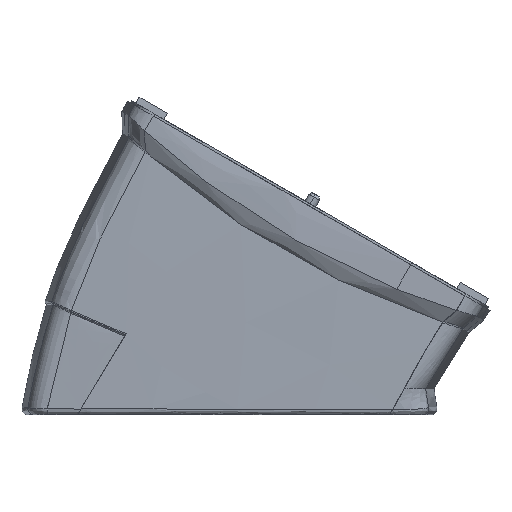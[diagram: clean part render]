
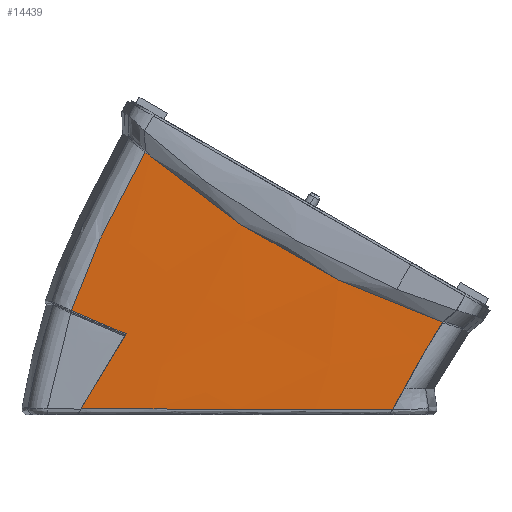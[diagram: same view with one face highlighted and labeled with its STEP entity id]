
A CAD part, front view. The second image highlights one B-rep face of the part: STEP entity #14439.
In plain terms, the highlighted free-form (B-spline) face has degree [3, 3] with [11, 4] control points.
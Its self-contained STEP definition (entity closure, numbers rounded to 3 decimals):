
#4641=CARTESIAN_POINT('',(23.034,-65.934,
-23.182));
#4642=CARTESIAN_POINT('',(19.108,-66.146,
-23.178));
#4643=CARTESIAN_POINT('',(11.232,-66.499,
-23.169));
#4644=CARTESIAN_POINT('',(-0.677,-66.799,
-23.156));
#4645=CARTESIAN_POINT('',(-12.767,-66.859,
-23.142));
#4646=CARTESIAN_POINT('',(-24.5,-66.677,
-23.128));
#4647=CARTESIAN_POINT('',(-34.879,-66.323,
-23.116));
#4648=CARTESIAN_POINT('',(-40.974,-66.022,
-23.108));
#4649=CARTESIAN_POINT('',(-43.797,-65.865,
-23.105));
#4651=CARTESIAN_POINT('',(-45.866,-65.732,
-2.021));
#4652=CARTESIAN_POINT('',(-42.,-66.048,
-3.85));
#4653=CARTESIAN_POINT('',(-38.084,-66.311,
-5.506));
#4654=CARTESIAN_POINT('',(-34.132,-66.52,
-7.001));
#4656=CARTESIAN_POINT('',(-30.082,-66.738,
31.824));
#4657=CARTESIAN_POINT('',(-29.955,-66.75,
31.771));
#4658=CARTESIAN_POINT('',(-29.7,-66.773,
31.643));
#4659=CARTESIAN_POINT('',(-29.308,-66.809,
31.383));
#4660=CARTESIAN_POINT('',(-29.043,-66.834,
31.172));
#4661=CARTESIAN_POINT('',(-28.91,-66.846,
31.056));
#4663=CARTESIAN_POINT('',(-28.91,-66.846,
31.056));
#4664=CARTESIAN_POINT('',(-26.876,-67.033,
29.294));
#4665=CARTESIAN_POINT('',(-22.457,-67.394,
25.628));
#4666=CARTESIAN_POINT('',(-15.443,-67.803,
20.347));
#4667=CARTESIAN_POINT('',(-7.804,-68.058,
15.177));
#4668=CARTESIAN_POINT('',(2.718,-68.16,8.802));
#4669=CARTESIAN_POINT('',(16.461,-67.835,1.839));
#4670=CARTESIAN_POINT('',(27.948,-67.118,
-2.588));
#4671=CARTESIAN_POINT('',(33.784,-66.661,
-4.517));
#4673=CARTESIAN_POINT('',(33.784,-66.661,
-4.517));
#4674=CARTESIAN_POINT('',(33.538,-66.647,
-4.913));
#4675=CARTESIAN_POINT('',(33.037,-66.617,
-5.718));
#4676=CARTESIAN_POINT('',(32.252,-66.57,
-6.979));
#4677=CARTESIAN_POINT('',(31.465,-66.524,
-8.245));
#4678=CARTESIAN_POINT('',(30.705,-66.479,
-9.465));
#4679=CARTESIAN_POINT('',(30.23,-66.451,
-10.228));
#4680=CARTESIAN_POINT('',(30.,-66.437,
-10.598));
#4692=CARTESIAN_POINT('',(-43.797,-65.865,
-23.105));
#4693=CARTESIAN_POINT('',(-42.681,-65.941,
-21.244));
#4694=CARTESIAN_POINT('',(-40.476,-66.09,
-17.571));
#4695=CARTESIAN_POINT('',(-37.255,-66.31,
-12.205));
#4696=CARTESIAN_POINT('',(-35.164,-66.45,
-8.72));
#4697=CARTESIAN_POINT('',(-34.132,-66.52,
-7.001));
#5109=CARTESIAN_POINT('',(23.034,-65.934,
-23.182));
#5110=CARTESIAN_POINT('',(23.846,-65.992,
-21.715));
#5111=CARTESIAN_POINT('',(25.444,-66.107,
-18.827));
#5112=CARTESIAN_POINT('',(27.765,-66.274,
-14.636));
#5113=CARTESIAN_POINT('',(29.263,-66.383,
-11.929));
#5114=CARTESIAN_POINT('',(30.,-66.437,
-10.598));
#5116=CARTESIAN_POINT('',(30.,-66.437,
-10.598));
#6691=CARTESIAN_POINT('',(-30.082,-66.738,
31.824));
#6698=CARTESIAN_POINT('',(-45.866,-65.732,
-2.021));
#6699=CARTESIAN_POINT('',(-45.306,-65.765,
-0.252));
#6700=CARTESIAN_POINT('',(-43.988,-65.841,
3.481));
#6701=CARTESIAN_POINT('',(-41.466,-65.993,
9.697));
#6702=CARTESIAN_POINT('',(-38.274,-66.194,
16.456));
#6703=CARTESIAN_POINT('',(-34.36,-66.453,
23.744));
#6704=CARTESIAN_POINT('',(-31.554,-66.638,
29.06));
#6705=CARTESIAN_POINT('',(-30.082,-66.738,
31.824));
#6760=CARTESIAN_POINT('',(-45.866,-65.732,
-2.021));
#6774=CARTESIAN_POINT('',(-34.132,-66.52,
-7.001));
#8172=VERTEX_POINT('',#6691);
#8178=VERTEX_POINT('',#6760);
#8614=VERTEX_POINT('',#4663);
#8615=VERTEX_POINT('',#4671);
#8668=VERTEX_POINT('',#5116);
#8670=VERTEX_POINT('',#6774);
#8702=VERTEX_POINT('',#4641);
#8703=VERTEX_POINT('',#4649);
#14377=CARTESIAN_POINT('',(34.811,-66.659,
-3.763));
#14378=CARTESIAN_POINT('',(29.167,-65.746,
-20.845));
#14379=CARTESIAN_POINT('',(23.524,-64.834,
-37.928));
#14380=CARTESIAN_POINT('',(17.88,-63.922,
-55.011));
#14381=CARTESIAN_POINT('',(34.564,-66.678,
-3.682));
#14382=CARTESIAN_POINT('',(28.896,-65.77,
-20.757));
#14383=CARTESIAN_POINT('',(23.229,-64.861,
-37.832));
#14384=CARTESIAN_POINT('',(17.562,-63.952,
-54.908));
#14385=CARTESIAN_POINT('',(28.523,-67.152,
-1.697));
#14386=CARTESIAN_POINT('',(22.277,-66.333,
-18.585));
#14387=CARTESIAN_POINT('',(16.031,-65.514,
-35.472));
#14388=CARTESIAN_POINT('',(9.784,-64.694,
-52.36));
#14389=CARTESIAN_POINT('',(16.873,-67.874,
2.795));
#14390=CARTESIAN_POINT('',(9.495,-67.194,
-13.657));
#14391=CARTESIAN_POINT('',(2.116,-66.514,
-30.11));
#14392=CARTESIAN_POINT('',(-5.263,-65.834,
-46.562));
#14393=CARTESIAN_POINT('',(3.221,-68.195,
9.712));
#14394=CARTESIAN_POINT('',(-5.493,-67.578,
-6.062));
#14395=CARTESIAN_POINT('',(-14.208,-66.961,
-21.836));
#14396=CARTESIAN_POINT('',(-22.922,-66.343,
-37.61));
#14397=CARTESIAN_POINT('',(-7.242,-68.095,
16.051));
#14398=CARTESIAN_POINT('',(-16.977,-67.456,
0.899));
#14399=CARTESIAN_POINT('',(-26.713,-66.817,
-14.254));
#14400=CARTESIAN_POINT('',(-36.448,-66.178,
-29.406));
#14401=CARTESIAN_POINT('',(-14.838,-67.842,
21.192));
#14402=CARTESIAN_POINT('',(-25.313,-67.153,
6.544));
#14403=CARTESIAN_POINT('',(-35.788,-66.464,
-8.105));
#14404=CARTESIAN_POINT('',(-46.263,-65.775,
-22.753));
#14405=CARTESIAN_POINT('',(-22.172,-67.418,
26.713));
#14406=CARTESIAN_POINT('',(-33.353,-66.645,
12.601));
#14407=CARTESIAN_POINT('',(-44.534,-65.872,
-1.512));
#14408=CARTESIAN_POINT('',(-55.716,-65.099,
-15.625));
#14409=CARTESIAN_POINT('',(-27.087,-67.009,
30.821));
#14410=CARTESIAN_POINT('',(-38.721,-66.161,
17.088));
#14411=CARTESIAN_POINT('',(-50.354,-65.313,
3.355));
#14412=CARTESIAN_POINT('',(-61.987,-64.465,
-10.377));
#14413=CARTESIAN_POINT('',(-29.643,-66.763,
33.078));
#14414=CARTESIAN_POINT('',(-41.477,-65.874,
19.524));
#14415=CARTESIAN_POINT('',(-53.311,-64.985,
5.97));
#14416=CARTESIAN_POINT('',(-65.145,-64.096,
-7.584));
#14417=CARTESIAN_POINT('',(-29.827,-66.746,
33.242));
#14418=CARTESIAN_POINT('',(-41.676,-65.853,
19.7));
#14419=CARTESIAN_POINT('',(-53.524,-64.961,
6.159));
#14420=CARTESIAN_POINT('',(-65.372,-64.069,
-7.382));
#14421=B_SPLINE_SURFACE_WITH_KNOTS('',3,3,((#14377,#14378,#14379,#14380),
(#14381,#14382,#14383,#14384),(#14385,#14386,#14387,#14388),(#14389,#14390,
#14391,#14392),(#14393,#14394,#14395,#14396),(#14397,#14398,#14399,#14400),(
#14401,#14402,#14403,#14404),(#14405,#14406,#14407,#14408),(#14409,#14410,
#14411,#14412),(#14413,#14414,#14415,#14416),(#14417,#14418,#14419,#14420)),
.UNSPECIFIED.,.F.,.F.,.F.,(4,1,1,1,1,1,1,1,4),(4,4),(-0.011,0.,
0.25,0.5,0.625,0.75,0.875,1.,1.01),(-0.025,
1.259),.UNSPECIFIED.);
#14423=ORIENTED_EDGE('',*,*,#14422,.T.);
#14425=ORIENTED_EDGE('',*,*,#14424,.T.);
#14427=ORIENTED_EDGE('',*,*,#14426,.F.);
#14429=ORIENTED_EDGE('',*,*,#14428,.T.);
#14431=ORIENTED_EDGE('',*,*,#14430,.T.);
#14432=ORIENTED_EDGE('',*,*,#14362,.T.);
#14434=ORIENTED_EDGE('',*,*,#14433,.T.);
#14436=ORIENTED_EDGE('',*,*,#14435,.F.);
#14437=EDGE_LOOP('',(#14423,#14425,#14427,#14429,#14431,#14432,#14434,#14436));
#14438=FACE_OUTER_BOUND('',#14437,.F.);
#14439=ADVANCED_FACE('',(#14438),#14421,.T.);
#4650=B_SPLINE_CURVE_WITH_KNOTS('',3,(#4641,#4642,#4643,#4644,#4645,#4646,#4647,
#4648,#4649),.UNSPECIFIED.,.F.,.F.,(4,1,1,1,1,1,4),(0.,0.167,
0.333,0.5,0.667,0.833,1.),
.UNSPECIFIED.);
#4655=B_SPLINE_CURVE_WITH_KNOTS('',3,(#4651,#4652,#4653,#4654),.UNSPECIFIED.,
.F.,.F.,(4,4),(0.,1.),.UNSPECIFIED.);
#4662=B_SPLINE_CURVE_WITH_KNOTS('',3,(#4656,#4657,#4658,#4659,#4660,#4661),
.UNSPECIFIED.,.F.,.F.,(4,1,1,4),(0.,0.333,0.667,1.),
.UNSPECIFIED.);
#4672=B_SPLINE_CURVE_WITH_KNOTS('',3,(#4663,#4664,#4665,#4666,#4667,#4668,#4669,
#4670,#4671),.UNSPECIFIED.,.F.,.F.,(4,1,1,1,1,1,4),(0.,0.109,
0.236,0.363,0.49,0.745,1.),
.UNSPECIFIED.);
#4681=B_SPLINE_CURVE_WITH_KNOTS('',3,(#4673,#4674,#4675,#4676,#4677,#4678,#4679,
#4680),.UNSPECIFIED.,.F.,.F.,(4,1,1,1,1,4),(0.,0.2,0.4,0.6,0.8,1.),
.UNSPECIFIED.);
#4698=B_SPLINE_CURVE_WITH_KNOTS('',3,(#4692,#4693,#4694,#4695,#4696,#4697),
.UNSPECIFIED.,.F.,.F.,(4,1,1,4),(0.,0.333,0.667,1.),
.UNSPECIFIED.);
#5115=B_SPLINE_CURVE_WITH_KNOTS('',3,(#5109,#5110,#5111,#5112,#5113,#5114),
.UNSPECIFIED.,.F.,.F.,(4,1,1,4),(0.,0.333,0.667,1.),
.UNSPECIFIED.);
#6706=B_SPLINE_CURVE_WITH_KNOTS('',3,(#6698,#6699,#6700,#6701,#6702,#6703,#6704,
#6705),.UNSPECIFIED.,.F.,.F.,(4,1,1,1,1,4),(0.,0.2,0.4,0.6,0.8,1.),
.UNSPECIFIED.);
#14362=EDGE_CURVE('',#8614,#8615,#4672,.T.);
#14422=EDGE_CURVE('',#8702,#8703,#4650,.T.);
#14424=EDGE_CURVE('',#8703,#8670,#4698,.T.);
#14426=EDGE_CURVE('',#8178,#8670,#4655,.T.);
#14428=EDGE_CURVE('',#8178,#8172,#6706,.T.);
#14430=EDGE_CURVE('',#8172,#8614,#4662,.T.);
#14433=EDGE_CURVE('',#8615,#8668,#4681,.T.);
#14435=EDGE_CURVE('',#8702,#8668,#5115,.T.);
